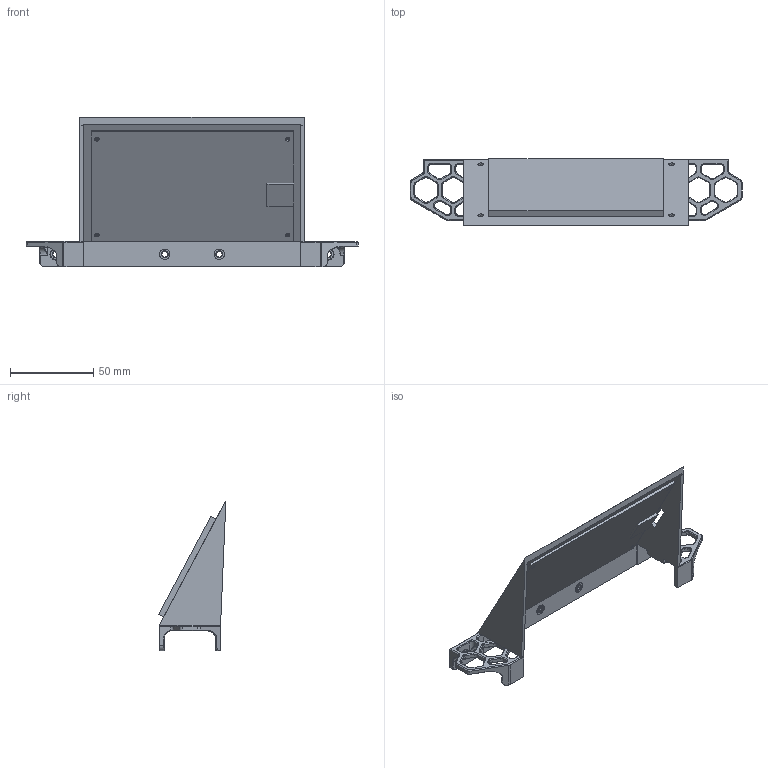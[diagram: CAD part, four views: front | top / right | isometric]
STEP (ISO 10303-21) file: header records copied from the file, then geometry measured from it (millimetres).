
FILE_DESCRIPTION (( 'STEP AP214' ), '1' );
FILE_NAME ('fly screen holder assembly.STEP', '2022-04-25T09:45:25', ( '' ), ( '' ), 'SwSTEP 2.0', 'SolidWorks 2022', '' );
FILE_SCHEMA (( 'AUTOMOTIVE_DESIGN' ));
Length unit declared in the file: millimetre
Products named in the file (3): Fly Screen Holder V0; Fly 4.3 Inch Screen; fly screen holder assembly
Assembly tree (2 placements, depth 2):
  fly screen holder assembly
    Fly Screen Holder V0
    Fly 4.3 Inch Screen
Bounding box: 200 x 40.4 x 90 mm (x, y, z)
Volume: 76906.1 mm3; surface area: 45426.7 mm2
Topology: 2 solids, 2 shells, 508 faces, 1270 edges, 753 vertices
Faces by surface type: plane 230, cone 148, cylinder 106, bspline 24
Entity records: 18181 total; most frequent: CARTESIAN_POINT 5936, ORIENTED_EDGE 2532, DIRECTION 2532, EDGE_CURVE 1266, AXIS2_PLACEMENT_3D 850, LINE 832, VECTOR 832, VERTEX_POINT 753
